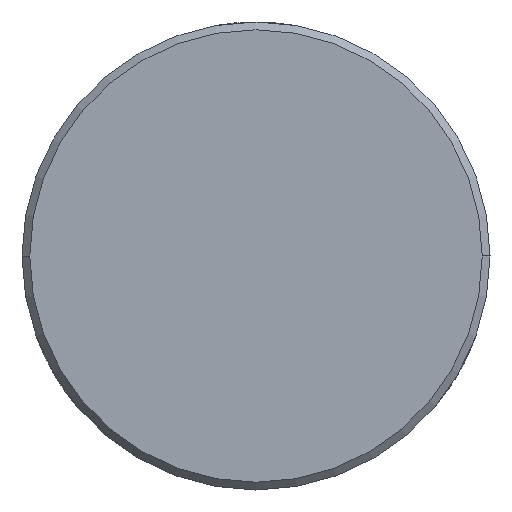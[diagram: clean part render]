
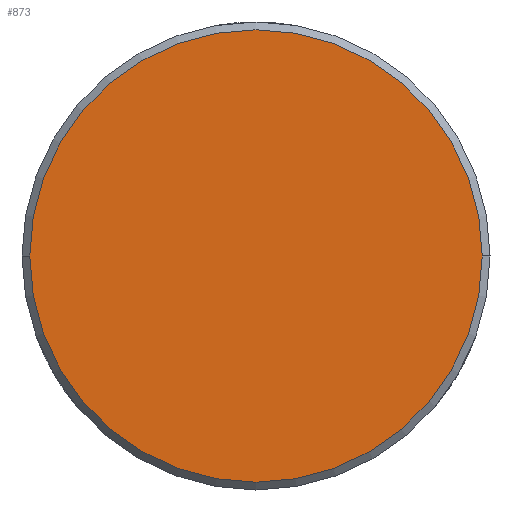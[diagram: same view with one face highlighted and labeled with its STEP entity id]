
A CAD part, left-side view. The second image highlights one B-rep face of the part: STEP entity #873.
In plain terms, the highlighted planar face has unit normal (-1, 0, 0).
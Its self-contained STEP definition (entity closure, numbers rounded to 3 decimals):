
#8 = CARTESIAN_POINT ( 'NONE',  ( -56.8, -14.5, 0. ) ) ;
#11 = DIRECTION ( 'NONE',  ( 1., 0., 0. ) ) ;
#171 = CIRCLE ( 'NONE', #372, 14.5 ) ;
#238 = CARTESIAN_POINT ( 'NONE',  ( -56.8, 0., 0. ) ) ;
#242 = DIRECTION ( 'NONE',  ( 0., 1., 0. ) ) ;
#245 = EDGE_CURVE ( 'NONE', #1018, #831, #919, .T. ) ;
#251 = CARTESIAN_POINT ( 'NONE',  ( -56.8, -14.674, 14.674 ) ) ;
#270 = CARTESIAN_POINT ( 'NONE',  ( -56.8, 14.5, 0. ) ) ;
#341 = ORIENTED_EDGE ( 'NONE', *, *, #344, .T. ) ;
#344 = EDGE_CURVE ( 'NONE', #831, #1018, #171, .T. ) ;
#372 = AXIS2_PLACEMENT_3D ( 'NONE', #238, #505, #242 ) ;
#398 = DIRECTION ( 'NONE',  ( 0., 1., 0. ) ) ;
#407 = AXIS2_PLACEMENT_3D ( 'NONE', #251, #11, #703 ) ;
#505 = DIRECTION ( 'NONE',  ( -1., 0., 0. ) ) ;
#671 = CARTESIAN_POINT ( 'NONE',  ( -56.8, 0., 0. ) ) ;
#674 = DIRECTION ( 'NONE',  ( -1., 0., 0. ) ) ;
#703 = DIRECTION ( 'NONE',  ( 0., 0., -1. ) ) ;
#831 = VERTEX_POINT ( 'NONE', #8 ) ;
#835 = EDGE_LOOP ( 'NONE', ( #874, #341 ) ) ;
#852 = AXIS2_PLACEMENT_3D ( 'NONE', #671, #674, #398 ) ;
#855 = PLANE ( 'NONE',  #407 ) ;
#873 = ADVANCED_FACE ( 'NONE', ( #1030 ), #855, .F. ) ;
#874 = ORIENTED_EDGE ( 'NONE', *, *, #245, .T. ) ;
#919 = CIRCLE ( 'NONE', #852, 14.5 ) ;
#1018 = VERTEX_POINT ( 'NONE', #270 ) ;
#1030 = FACE_OUTER_BOUND ( 'NONE', #835, .T. ) ;
